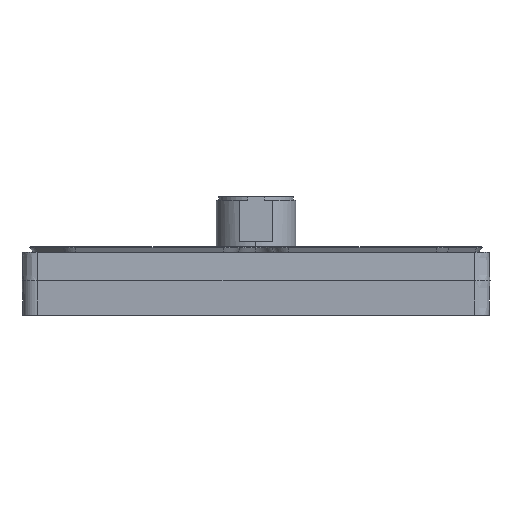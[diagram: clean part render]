
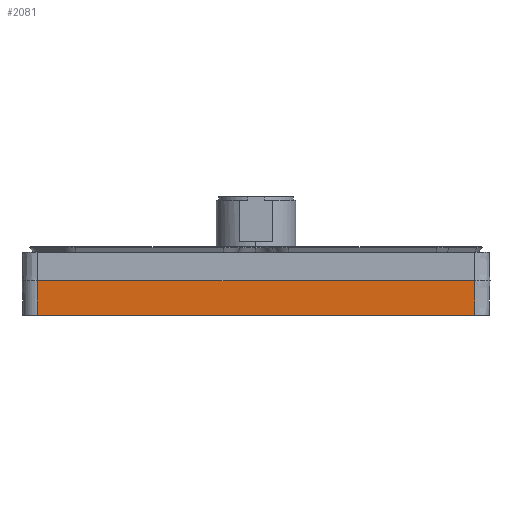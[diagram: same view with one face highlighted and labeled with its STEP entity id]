
A CAD part, front view. The second image highlights one B-rep face of the part: STEP entity #2081.
In plain terms, the highlighted planar face has unit normal (0, -1, -0.026).
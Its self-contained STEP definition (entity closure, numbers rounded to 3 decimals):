
#2081=ADVANCED_FACE('NONE',(#4858),#4859,.F.);
#4858=FACE_OUTER_BOUND('',#11455,.T.);
#4859=PLANE('',#11456);
#11455=EDGE_LOOP('',(#21777,#21778,#21779,#21780));
#11456=AXIS2_PLACEMENT_3D('',#21781,#21782,#21783);
#21777=ORIENTED_EDGE('',*,*,#28967,.F.);
#21778=ORIENTED_EDGE('',*,*,#28968,.F.);
#21779=ORIENTED_EDGE('',*,*,#28964,.T.);
#21780=ORIENTED_EDGE('',*,*,#28918,.T.);
#21781=CARTESIAN_POINT('',(0.008,-81.377,-11.285));
#21782=DIRECTION('',(0.,1.,0.026));
#21783=DIRECTION('',(-1.0,0.,0.));
#28918=EDGE_CURVE('NONE',#33628,#33632,#33633,.T.);
#28964=EDGE_CURVE('NONE',#33691,#33628,#33692,.T.);
#28967=EDGE_CURVE('NONE',#33695,#33632,#33696,.T.);
#28968=EDGE_CURVE('NONE',#33691,#33695,#33697,.T.);
#33628=VERTEX_POINT('NONE',#40973);
#33632=VERTEX_POINT('NONE',#40983);
#33633=LINE('',#40984,#40985);
#33691=VERTEX_POINT('NONE',#41074);
#33692=LINE('',#41075,#41076);
#33695=VERTEX_POINT('NONE',#41084);
#33696=LINE('',#41085,#41086);
#33697=LINE('',#41087,#41088);
#40973=CARTESIAN_POINT('',(60.4,-81.5,-6.5));
#40983=CARTESIAN_POINT('',(-60.367,-81.5,-6.5));
#40984=CARTESIAN_POINT('',(0.003,-81.5,-6.5));
#40985=VECTOR('',#50990,1000.0);
#41074=CARTESIAN_POINT('',(60.455,-81.255,-16.07));
#41075=CARTESIAN_POINT('',(60.427,-81.377,-11.285));
#41076=VECTOR('',#51037,1000.0);
#41084=CARTESIAN_POINT('',(-60.455,-81.255,-16.07));
#41085=CARTESIAN_POINT('',(-60.455,-81.255,-16.07));
#41086=VECTOR('',#51038,1000.0);
#41087=CARTESIAN_POINT('',(0.008,-81.255,-16.07));
#41088=VECTOR('',#51039,1000.0);
#50990=DIRECTION('',(-1.0,0.,0.));
#51037=DIRECTION('',(-0.006,-0.026,1.));
#51038=DIRECTION('',(0.009,-0.026,1.));
#51039=DIRECTION('',(-1.0,0.,0.));
